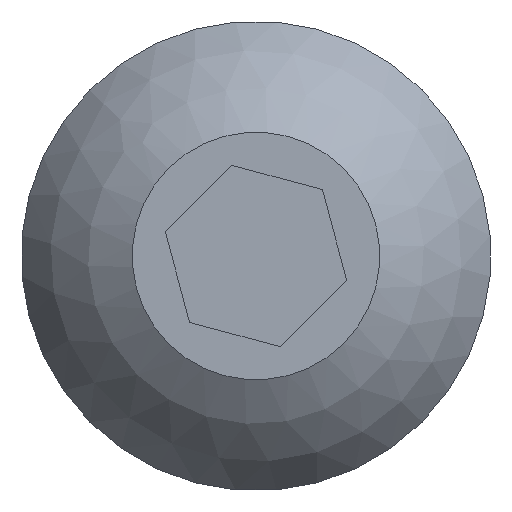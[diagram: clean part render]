
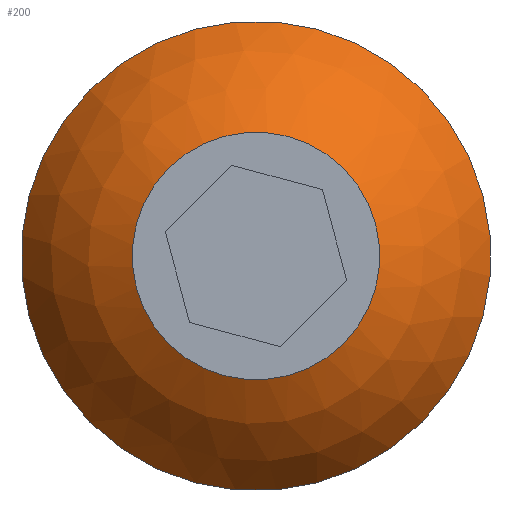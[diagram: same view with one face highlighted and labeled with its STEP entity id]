
A CAD part, left-side view. The second image highlights one B-rep face of the part: STEP entity #200.
In plain terms, the highlighted spherical face has radius 5.182 mm.
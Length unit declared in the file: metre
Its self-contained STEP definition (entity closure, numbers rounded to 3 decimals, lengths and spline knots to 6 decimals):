
#56=SPHERICAL_SURFACE('',#230,0.005182);
#74=ORIENTED_EDGE('',*,*,#117,.T.);
#75=ORIENTED_EDGE('',*,*,#116,.F.);
#116=EDGE_CURVE('',#139,#139,#156,.T.);
#117=EDGE_CURVE('',#140,#140,#157,.T.);
#139=VERTEX_POINT('',#306);
#140=VERTEX_POINT('',#311);
#156=CIRCLE('',#227,0.004585);
#157=CIRCLE('',#231,0.002416);
#165=EDGE_LOOP('',(#74));
#166=EDGE_LOOP('',(#75));
#183=FACE_BOUND('',#165,.T.);
#184=FACE_BOUND('',#166,.T.);
#200=ADVANCED_FACE('',(#183,#184),#56,.T.);
#227=AXIS2_PLACEMENT_3D('',#305,#252,#253);
#230=AXIS2_PLACEMENT_3D('',#309,#258,#259);
#231=AXIS2_PLACEMENT_3D('',#310,#260,#261);
#252=DIRECTION('',(1.,0.,0.));
#253=DIRECTION('',(0.,0.707,0.707));
#258=DIRECTION('',(1.,0.,0.));
#259=DIRECTION('',(0.,0.935,0.356));
#260=DIRECTION('',(1.,0.,0.));
#261=DIRECTION('',(0.,0.707,0.707));
#305=CARTESIAN_POINT('',(-0.416683,-0.201062,0.000108));
#306=CARTESIAN_POINT('',(-0.416683,-0.19782,0.00335));
#309=CARTESIAN_POINT('',(-0.414266,-0.201062,0.000108));
#310=CARTESIAN_POINT('',(-0.418851,-0.201062,0.000108));
#311=CARTESIAN_POINT('',(-0.418851,-0.199353,0.001817));
